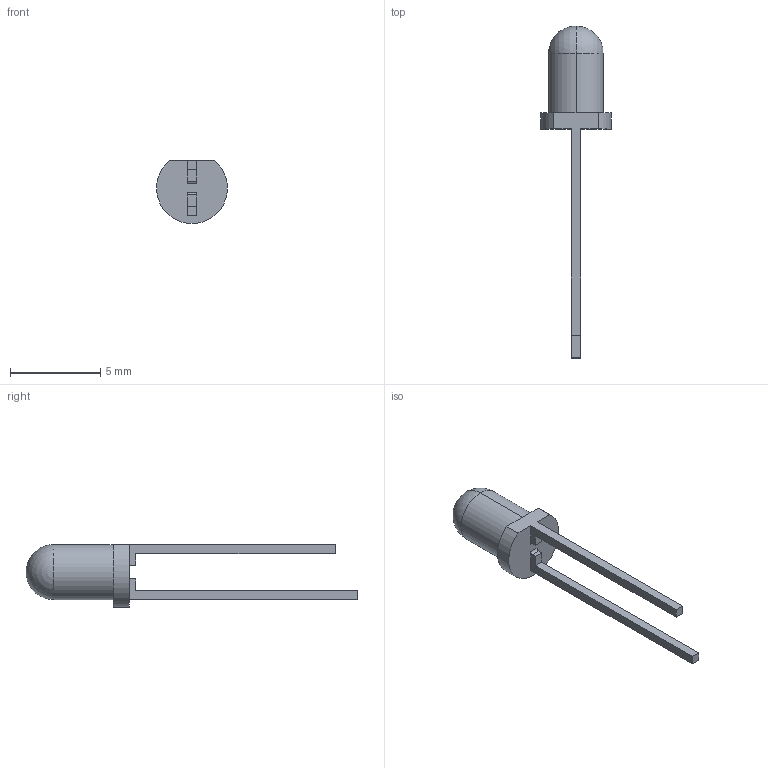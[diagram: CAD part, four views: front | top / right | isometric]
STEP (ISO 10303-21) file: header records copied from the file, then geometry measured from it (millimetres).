
FILE_DESCRIPTION (( 'STEP AP214' ), '1' );
FILE_NAME ('OP166.STEP', '2016-04-06T12:37:27', ( '' ), ( '' ), 'SwSTEP 2.0', 'SolidWorks 2015', '' );
FILE_SCHEMA (( 'AUTOMOTIVE_DESIGN' ));
Length unit declared in the file: inch
Products named in the file (1): OP166
Bounding box: 3.93 x 18.41 x 3.49 mm (x, y, z)
Volume: 48.1 mm3; surface area: 122.5 mm2
Topology: 1 solids, 1 shells, 23 faces, 61 edges, 39 vertices
Faces by surface type: plane 16, cylinder 5, sphere 2
Entity records: 888 total; most frequent: CARTESIAN_POINT 118, DIRECTION 117, ORIENTED_EDGE 114, EDGE_CURVE 57, VECTOR 45, LINE 45, VERTEX_POINT 37, AXIS2_PLACEMENT_3D 36
